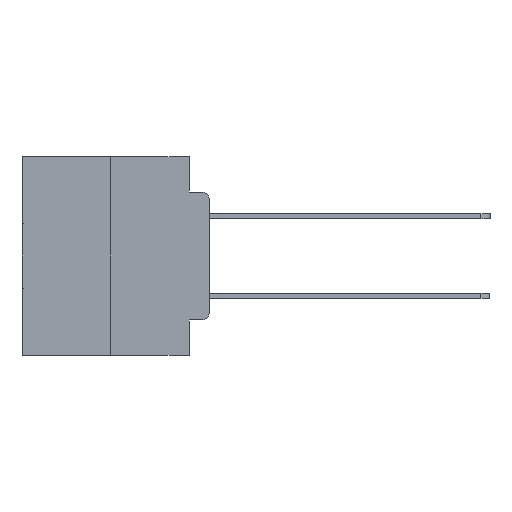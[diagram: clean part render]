
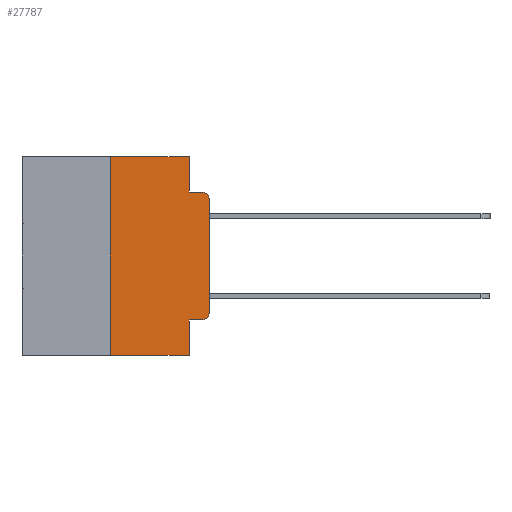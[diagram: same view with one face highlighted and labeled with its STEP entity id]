
A CAD part, left-side view. The second image highlights one B-rep face of the part: STEP entity #27787.
In plain terms, the highlighted planar face has unit normal (-1, 0, 0).
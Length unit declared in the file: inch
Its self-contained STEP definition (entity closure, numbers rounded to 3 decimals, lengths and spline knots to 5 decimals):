
#397 = DIRECTION ( 'NONE',  ( 0., -1., 0. ) ) ;
#581 = LINE ( 'NONE', #16379, #12166 ) ;
#746 = DIRECTION ( 'NONE',  ( 0., 0., -1. ) ) ;
#1524 = DIRECTION ( 'NONE',  ( 0., -1., 0. ) ) ;
#2214 = VERTEX_POINT ( 'NONE', #23624 ) ;
#2866 = CARTESIAN_POINT ( 'NONE',  ( 0., 0.051, -0.0885 ) ) ;
#3424 = VECTOR ( 'NONE', #21337, 39.37008 ) ;
#3715 = VECTOR ( 'NONE', #27734, 39.37008 ) ;
#3755 = CARTESIAN_POINT ( 'NONE',  ( 0., 0.473, -0.5 ) ) ;
#3814 = VERTEX_POINT ( 'NONE', #23573 ) ;
#3859 = DIRECTION ( 'NONE',  ( 0., -1., 0. ) ) ;
#3864 = EDGE_CURVE ( 'NONE', #7608, #15757, #8242, .T. ) ;
#4020 = AXIS2_PLACEMENT_3D ( 'NONE', #27479, #23106, #746 ) ;
#4083 = DIRECTION ( 'NONE',  ( 0., -1., 0. ) ) ;
#4466 = LINE ( 'NONE', #10272, #3715 ) ;
#4875 = CIRCLE ( 'NONE', #22051, 0.02 ) ;
#5433 = CARTESIAN_POINT ( 'NONE',  ( 0., 0.02, -0.4115 ) ) ;
#5906 = VERTEX_POINT ( 'NONE', #10874 ) ;
#6851 = EDGE_CURVE ( 'NONE', #14528, #5906, #4466, .T. ) ;
#7499 = DIRECTION ( 'NONE',  ( -1., 0., 0. ) ) ;
#7608 = VERTEX_POINT ( 'NONE', #17635 ) ;
#8242 = LINE ( 'NONE', #2866, #25083 ) ;
#8322 = FACE_OUTER_BOUND ( 'NONE', #16287, .T. ) ;
#9231 = EDGE_CURVE ( 'NONE', #18391, #18000, #26520, .T. ) ;
#10237 = DIRECTION ( 'NONE',  ( 0., 0., -1. ) ) ;
#10272 = CARTESIAN_POINT ( 'NONE',  ( 0., 0., 0. ) ) ;
#10283 = LINE ( 'NONE', #14857, #3424 ) ;
#10545 = ORIENTED_EDGE ( 'NONE', *, *, #6851, .T. ) ;
#10577 = ORIENTED_EDGE ( 'NONE', *, *, #15007, .T. ) ;
#10714 = VERTEX_POINT ( 'NONE', #23794 ) ;
#10874 = CARTESIAN_POINT ( 'NONE',  ( 0., 0., -0.1085 ) ) ;
#10921 = CARTESIAN_POINT ( 'NONE',  ( 0., 0.25, 0. ) ) ;
#10945 = ORIENTED_EDGE ( 'NONE', *, *, #3864, .F. ) ;
#11048 = ORIENTED_EDGE ( 'NONE', *, *, #24538, .F. ) ;
#11481 = ORIENTED_EDGE ( 'NONE', *, *, #9231, .F. ) ;
#11624 = ORIENTED_EDGE ( 'NONE', *, *, #12682, .F. ) ;
#12121 = ORIENTED_EDGE ( 'NONE', *, *, #22077, .T. ) ;
#12150 = ORIENTED_EDGE ( 'NONE', *, *, #19896, .F. ) ;
#12166 = VECTOR ( 'NONE', #18566, 39.37008 ) ;
#12415 = ORIENTED_EDGE ( 'NONE', *, *, #13994, .T. ) ;
#12469 = ORIENTED_EDGE ( 'NONE', *, *, #16554, .T. ) ;
#12604 = CARTESIAN_POINT ( 'NONE',  ( 0., 0., -0.3915 ) ) ;
#12682 = EDGE_CURVE ( 'NONE', #2214, #18391, #10283, .T. ) ;
#13038 = CARTESIAN_POINT ( 'NONE',  ( 0., 0.02, -0.3915 ) ) ;
#13994 = EDGE_CURVE ( 'NONE', #10714, #26275, #21858, .T. ) ;
#14528 = VERTEX_POINT ( 'NONE', #12604 ) ;
#14659 = CARTESIAN_POINT ( 'NONE',  ( 0., 0.02, -0.0885 ) ) ;
#14857 = CARTESIAN_POINT ( 'NONE',  ( 0., 0.25, 0. ) ) ;
#15007 = EDGE_CURVE ( 'NONE', #5906, #15757, #4875, .T. ) ;
#15279 = DIRECTION ( 'NONE',  ( 0., 0., -1. ) ) ;
#15704 = VECTOR ( 'NONE', #397, 39.37008 ) ;
#15757 = VERTEX_POINT ( 'NONE', #14659 ) ;
#15951 = VECTOR ( 'NONE', #3859, 39.37008 ) ;
#16149 = VECTOR ( 'NONE', #1524, 39.37008 ) ;
#16287 = EDGE_LOOP ( 'NONE', ( #10545, #10577, #10945, #11048, #11481, #11624, #12121, #12150, #12415, #12469 ) ) ;
#16296 = CARTESIAN_POINT ( 'NONE',  ( 0., 0.051, 0. ) ) ;
#16379 = CARTESIAN_POINT ( 'NONE',  ( 0., 0.051, 0. ) ) ;
#16484 = AXIS2_PLACEMENT_3D ( 'NONE', #13038, #28207, #15279 ) ;
#16522 = LINE ( 'NONE', #27702, #25988 ) ;
#16554 = EDGE_CURVE ( 'NONE', #26275, #14528, #18818, .T. ) ;
#17635 = CARTESIAN_POINT ( 'NONE',  ( 0., 0.051, -0.0885 ) ) ;
#18000 = VERTEX_POINT ( 'NONE', #16296 ) ;
#18391 = VERTEX_POINT ( 'NONE', #10921 ) ;
#18566 = DIRECTION ( 'NONE',  ( 0., 0., -1. ) ) ;
#18818 = CIRCLE ( 'NONE', #16484, 0.02 ) ;
#19896 = EDGE_CURVE ( 'NONE', #10714, #3814, #581, .T. ) ;
#20764 = CARTESIAN_POINT ( 'NONE',  ( 0., 0.02, -0.1085 ) ) ;
#21337 = DIRECTION ( 'NONE',  ( 0., 0., 1. ) ) ;
#21659 = LINE ( 'NONE', #3755, #15951 ) ;
#21858 = LINE ( 'NONE', #25940, #16149 ) ;
#22051 = AXIS2_PLACEMENT_3D ( 'NONE', #20764, #7499, #22901 ) ;
#22077 = EDGE_CURVE ( 'NONE', #2214, #3814, #21659, .T. ) ;
#22901 = DIRECTION ( 'NONE',  ( 0., 0., -1. ) ) ;
#23106 = DIRECTION ( 'NONE',  ( 1., 0., 0. ) ) ;
#23573 = CARTESIAN_POINT ( 'NONE',  ( 0., 0.051, -0.5 ) ) ;
#23624 = CARTESIAN_POINT ( 'NONE',  ( 0., 0.25, -0.5 ) ) ;
#23794 = CARTESIAN_POINT ( 'NONE',  ( 0., 0.051, -0.4115 ) ) ;
#24538 = EDGE_CURVE ( 'NONE', #18000, #7608, #16522, .T. ) ;
#24976 = CARTESIAN_POINT ( 'NONE',  ( 0., 0.473, 0. ) ) ;
#25083 = VECTOR ( 'NONE', #4083, 39.37008 ) ;
#25305 = PLANE ( 'NONE',  #4020 ) ;
#25940 = CARTESIAN_POINT ( 'NONE',  ( 0., 0.051, -0.4115 ) ) ;
#25988 = VECTOR ( 'NONE', #10237, 39.37008 ) ;
#26275 = VERTEX_POINT ( 'NONE', #5433 ) ;
#26520 = LINE ( 'NONE', #24976, #15704 ) ;
#27479 = CARTESIAN_POINT ( 'NONE',  ( 0., 0.473, 0. ) ) ;
#27702 = CARTESIAN_POINT ( 'NONE',  ( 0., 0.051, 0. ) ) ;
#27734 = DIRECTION ( 'NONE',  ( 0., 0., 1. ) ) ;
#27787 = ADVANCED_FACE ( 'NONE', ( #8322 ), #25305, .F. ) ;
#28207 = DIRECTION ( 'NONE',  ( -1., 0., 0. ) ) ;
